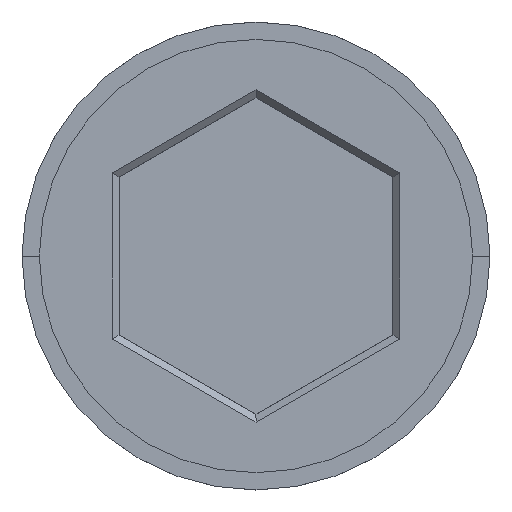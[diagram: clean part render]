
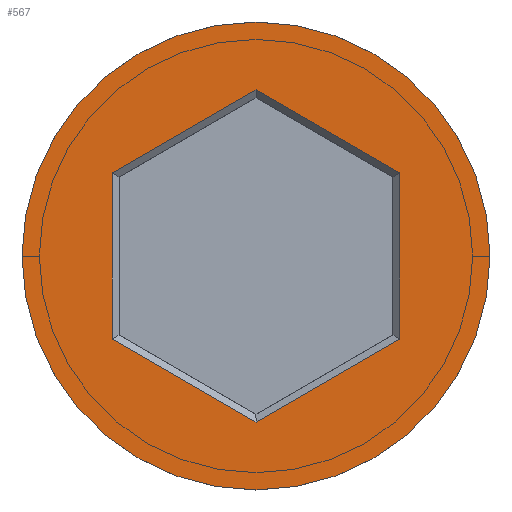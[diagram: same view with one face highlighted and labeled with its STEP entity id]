
A CAD part, top view. The second image highlights one B-rep face of the part: STEP entity #567.
In plain terms, the highlighted planar face has unit normal (0, 0, 1).
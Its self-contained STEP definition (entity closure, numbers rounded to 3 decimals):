
#1 = DIRECTION ( 'NONE',  ( -0.866, 0.5, 0. ) ) ;
#72 = LINE ( 'NONE', #177, #248 ) ;
#90 = DIRECTION ( 'NONE',  ( 1., 0., 0. ) ) ;
#93 = DIRECTION ( 'NONE',  ( 1., 0., 0. ) ) ;
#96 = VERTEX_POINT ( 'NONE', #710 ) ;
#109 = VERTEX_POINT ( 'NONE', #1439 ) ;
#123 = CIRCLE ( 'NONE', #339, 6.75 ) ;
#159 = CARTESIAN_POINT ( 'NONE',  ( 0., 4.792, 0. ) ) ;
#177 = CARTESIAN_POINT ( 'NONE',  ( -4.15, 2.281, 0. ) ) ;
#188 = ORIENTED_EDGE ( 'NONE', *, *, #1062, .T. ) ;
#191 = VERTEX_POINT ( 'NONE', #159 ) ;
#211 = VERTEX_POINT ( 'NONE', #970 ) ;
#248 = VECTOR ( 'NONE', #1080, 1000. ) ;
#262 = EDGE_CURVE ( 'NONE', #109, #876, #123, .T. ) ;
#297 = AXIS2_PLACEMENT_3D ( 'NONE', #443, #761, #93 ) ;
#304 = DIRECTION ( 'NONE',  ( 0., 0., 1. ) ) ;
#339 = AXIS2_PLACEMENT_3D ( 'NONE', #868, #304, #1320 ) ;
#359 = CARTESIAN_POINT ( 'NONE',  ( -0.1, 4.734, 0. ) ) ;
#379 = VERTEX_POINT ( 'NONE', #747 ) ;
#395 = ORIENTED_EDGE ( 'NONE', *, *, #1367, .T. ) ;
#397 = DIRECTION ( 'NONE',  ( 0.866, -0.5, 0. ) ) ;
#423 = ORIENTED_EDGE ( 'NONE', *, *, #971, .T. ) ;
#426 = VERTEX_POINT ( 'NONE', #1072 ) ;
#435 = DIRECTION ( 'NONE',  ( -0.866, -0.5, 0. ) ) ;
#443 = CARTESIAN_POINT ( 'NONE',  ( 0., 0., 0. ) ) ;
#452 = DIRECTION ( 'NONE',  ( 0., 0., 1. ) ) ;
#454 = ORIENTED_EDGE ( 'NONE', *, *, #262, .T. ) ;
#471 = ORIENTED_EDGE ( 'NONE', *, *, #726, .T. ) ;
#486 = CARTESIAN_POINT ( 'NONE',  ( 6.75, 0., 0. ) ) ;
#495 = EDGE_LOOP ( 'NONE', ( #540, #188, #855, #395, #471, #423 ) ) ;
#540 = ORIENTED_EDGE ( 'NONE', *, *, #1021, .T. ) ;
#560 = VECTOR ( 'NONE', #435, 1000. ) ;
#567 = ADVANCED_FACE ( 'NONE', ( #999, #1017 ), #786, .T. ) ;
#569 = ORIENTED_EDGE ( 'NONE', *, *, #801, .T. ) ;
#586 = DIRECTION ( 'NONE',  ( 0.866, 0.5, 0. ) ) ;
#611 = CARTESIAN_POINT ( 'NONE',  ( 4.15, -2.281, 0. ) ) ;
#686 = LINE ( 'NONE', #1146, #795 ) ;
#710 = CARTESIAN_POINT ( 'NONE',  ( 4.15, 2.396, 0. ) ) ;
#726 = EDGE_CURVE ( 'NONE', #96, #426, #1076, .T. ) ;
#747 = CARTESIAN_POINT ( 'NONE',  ( -4.15, 2.396, 0. ) ) ;
#761 = DIRECTION ( 'NONE',  ( 0., 0., 1. ) ) ;
#786 = PLANE ( 'NONE',  #815 ) ;
#787 = CARTESIAN_POINT ( 'NONE',  ( -4.15, -2.396, 0. ) ) ;
#795 = VECTOR ( 'NONE', #1, 1000. ) ;
#801 = EDGE_CURVE ( 'NONE', #876, #109, #839, .T. ) ;
#815 = AXIS2_PLACEMENT_3D ( 'NONE', #1469, #452, #90 ) ;
#839 = CIRCLE ( 'NONE', #297, 6.75 ) ;
#849 = EDGE_CURVE ( 'NONE', #379, #191, #1250, .T. ) ;
#855 = ORIENTED_EDGE ( 'NONE', *, *, #849, .T. ) ;
#868 = CARTESIAN_POINT ( 'NONE',  ( 0., 0., 0. ) ) ;
#876 = VERTEX_POINT ( 'NONE', #486 ) ;
#970 = CARTESIAN_POINT ( 'NONE',  ( 0., -4.792, 0. ) ) ;
#971 = EDGE_CURVE ( 'NONE', #426, #211, #995, .T. ) ;
#995 = LINE ( 'NONE', #1446, #560 ) ;
#999 = FACE_BOUND ( 'NONE', #495, .T. ) ;
#1017 = FACE_OUTER_BOUND ( 'NONE', #1070, .T. ) ;
#1021 = EDGE_CURVE ( 'NONE', #211, #1050, #686, .T. ) ;
#1050 = VERTEX_POINT ( 'NONE', #787 ) ;
#1062 = EDGE_CURVE ( 'NONE', #1050, #379, #72, .T. ) ;
#1070 = EDGE_LOOP ( 'NONE', ( #569, #454 ) ) ;
#1072 = CARTESIAN_POINT ( 'NONE',  ( 4.15, -2.396, 0. ) ) ;
#1076 = LINE ( 'NONE', #611, #1384 ) ;
#1080 = DIRECTION ( 'NONE',  ( 0., 1., 0. ) ) ;
#1085 = LINE ( 'NONE', #1220, #1361 ) ;
#1146 = CARTESIAN_POINT ( 'NONE',  ( -4.05, -2.454, 0. ) ) ;
#1172 = DIRECTION ( 'NONE',  ( 0., -1., 0. ) ) ;
#1220 = CARTESIAN_POINT ( 'NONE',  ( 4.05, 2.454, 0. ) ) ;
#1240 = VECTOR ( 'NONE', #586, 1000. ) ;
#1250 = LINE ( 'NONE', #359, #1240 ) ;
#1320 = DIRECTION ( 'NONE',  ( 1., 0., 0. ) ) ;
#1361 = VECTOR ( 'NONE', #397, 1000. ) ;
#1367 = EDGE_CURVE ( 'NONE', #191, #96, #1085, .T. ) ;
#1384 = VECTOR ( 'NONE', #1172, 1000. ) ;
#1439 = CARTESIAN_POINT ( 'NONE',  ( -6.75, 0., 0. ) ) ;
#1446 = CARTESIAN_POINT ( 'NONE',  ( 0.1, -4.734, 0. ) ) ;
#1469 = CARTESIAN_POINT ( 'NONE',  ( 0., 0., 0. ) ) ;
